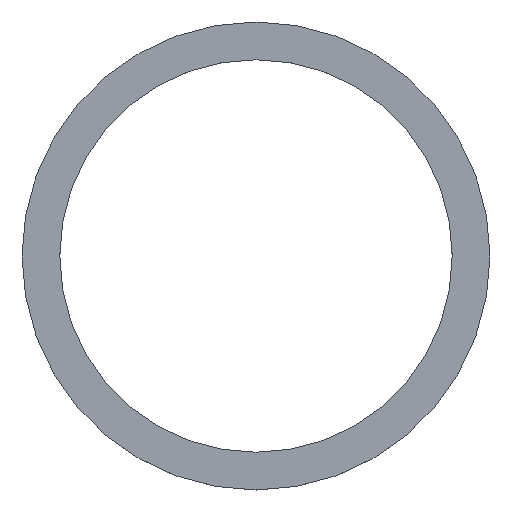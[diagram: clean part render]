
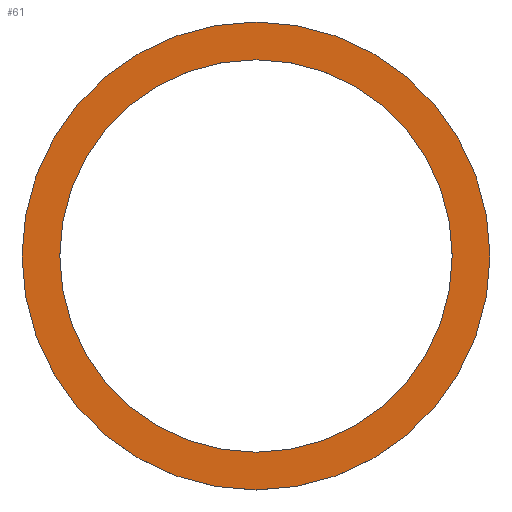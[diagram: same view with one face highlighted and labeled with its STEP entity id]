
A CAD part, top view. The second image highlights one B-rep face of the part: STEP entity #61.
In plain terms, the highlighted planar face has unit normal (0, 0, 1).
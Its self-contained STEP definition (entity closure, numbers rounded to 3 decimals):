
#14=PLANE('',#77);
#18=FACE_BOUND('',#29,.T.);
#22=FACE_OUTER_BOUND('',#28,.T.);
#28=EDGE_LOOP('',(#48));
#29=EDGE_LOOP('',(#49));
#32=CIRCLE('',#72,13.);
#34=CIRCLE('',#75,15.5);
#36=VERTEX_POINT('',#99);
#38=VERTEX_POINT('',#104);
#40=EDGE_CURVE('',#36,#36,#32,.T.);
#42=EDGE_CURVE('',#38,#38,#34,.T.);
#48=ORIENTED_EDGE('',*,*,#42,.F.);
#49=ORIENTED_EDGE('',*,*,#40,.T.);
#61=ADVANCED_FACE('',(#22,#18),#14,.F.);
#72=AXIS2_PLACEMENT_3D('',#100,#83,#84);
#75=AXIS2_PLACEMENT_3D('',#105,#89,#90);
#77=AXIS2_PLACEMENT_3D('',#108,#93,#94);
#83=DIRECTION('center_axis',(0.,0.,-1.));
#84=DIRECTION('ref_axis',(-1.,0.,0.));
#89=DIRECTION('center_axis',(0.,0.,-1.));
#90=DIRECTION('ref_axis',(-1.,0.,0.));
#93=DIRECTION('center_axis',(0.,0.,-1.));
#94=DIRECTION('ref_axis',(-1.,0.,0.));
#99=CARTESIAN_POINT('',(13.,0.,1.));
#100=CARTESIAN_POINT('Origin',(0.,0.,1.));
#104=CARTESIAN_POINT('',(15.5,0.,1.));
#105=CARTESIAN_POINT('Origin',(0.,0.,1.));
#108=CARTESIAN_POINT('Origin',(0.,0.,1.));
